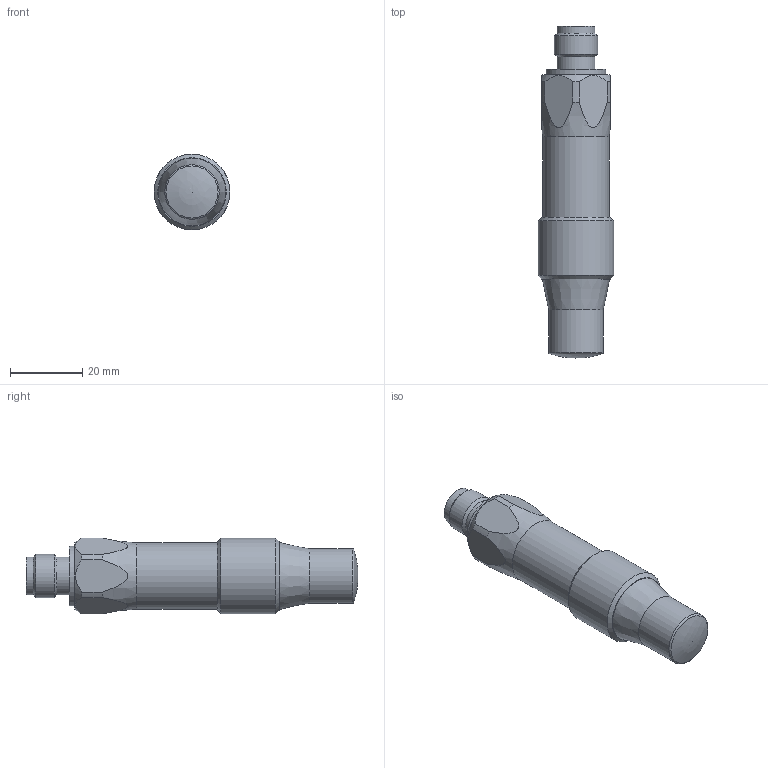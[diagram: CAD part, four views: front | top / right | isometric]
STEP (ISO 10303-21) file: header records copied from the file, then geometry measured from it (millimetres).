
FILE_DESCRIPTION(/* description */ (''),/* implementation_level */ '2;1');
FILE_NAME(/* name */ 'KA1597_Shrinkwrap_1.stp',/* time_stamp */ '2021-10-15T15:41:08+02:00',/* author */ ('Krieger Anja'),/* organization */ (''),/* preprocessor_version */ 'ST-DEVELOPER v18.1',/* originating_system */ 'Autodesk Inventor 2021',/* authorisation */ '');
FILE_SCHEMA (('AUTOMOTIVE_DESIGN { 1 0 10303 214 3 1 1 }'));
Length unit declared in the file: millimetre
Products named in the file (1): KA1597_Shrinkwrap_1
Bounding box: 20.96 x 91.85 x 20.99 mm (x, y, z)
Volume: 22113.1 mm3; surface area: 5910.4 mm2
Topology: 1 solids, 1 shells, 46 faces, 114 edges, 75 vertices
Faces by surface type: cylinder 20, plane 13, cone 7, sphere 4, torus 1, bspline 1
Full cylindrical faces by diameter (mm): 1 x4, 10.5 x2, 12 x1, 15.1 x1, 16.6 x1, 16.7 x1, 18.3 x1, 20.96 x1
Entity records: 1491 total; most frequent: CARTESIAN_POINT 285, DIRECTION 249, ORIENTED_EDGE 218, EDGE_CURVE 109, AXIS2_PLACEMENT_3D 108, VERTEX_POINT 75, CIRCLE 62, EDGE_LOOP 56
